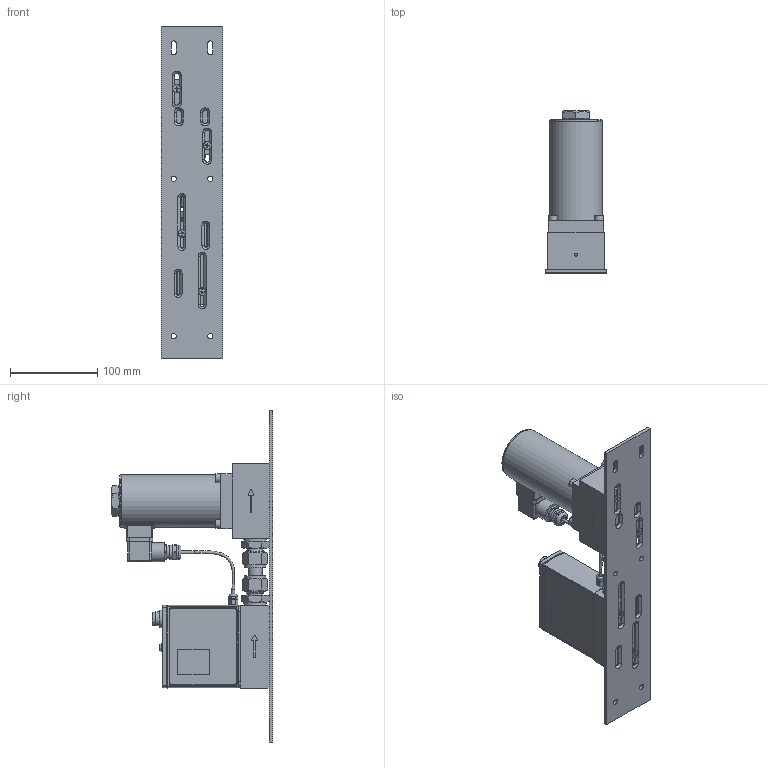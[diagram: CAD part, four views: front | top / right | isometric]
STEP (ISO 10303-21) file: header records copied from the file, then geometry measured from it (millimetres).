
FILE_DESCRIPTION(/* description */ (''),/* implementation_level */ '2;1');
FILE_NAME(/* name */ 'M+W D-6363 + F-004BI.stp',/* time_stamp */ '2019-03-12T12:04:43+01:00',/* author */ ('marleen'),/* organization */ (''),/* preprocessor_version */ 'ST-DEVELOPER v17',/* originating_system */ 'Autodesk Inventor 2018',/* authorisation */ '');
FILE_SCHEMA (('AUTOMOTIVE_DESIGN { 1 0 10303 214 3 1 1 }'));
Length unit declared in the file: millimetre
Products named in the file (1): Part8
Bounding box: 70 x 185.3 x 380 mm (x, y, z)
Volume: 1180841.7 mm3; surface area: 172773.9 mm2
Topology: 5 solids, 17 shells, 867 faces, 2261 edges, 1530 vertices
Faces by surface type: plane 410, cylinder 235, cone 129, bspline 41, torus 40, sphere 12
Full cylindrical faces by diameter (mm): 1 x8, 2 x4, 2.013 x2, 2.459 x3, 2.88 x2, 3 x9, 3.4 x4, 3.571 x2, 3.75 x2, 4 x4, 4.3 x2, 4.509 x2, 4.917 x1, 5.4 x1, 5.5 x3, 6 x9, 6.5 x1, 6.7 x1, 7 x2, 8.3 x1, 8.4 x2, 9 x2, 9.3 x2, 10 x4, 11.9 x2, 13 x1, 14.5 x1, 15 x2, 16 x4, 16.64 x2
Entity records: 28827 total; most frequent: CARTESIAN_POINT 6840, DIRECTION 4462, ORIENTED_EDGE 4432, EDGE_CURVE 2216, AXIS2_PLACEMENT_3D 1729, VERTEX_POINT 1458, EDGE_LOOP 1008, LINE 1004
